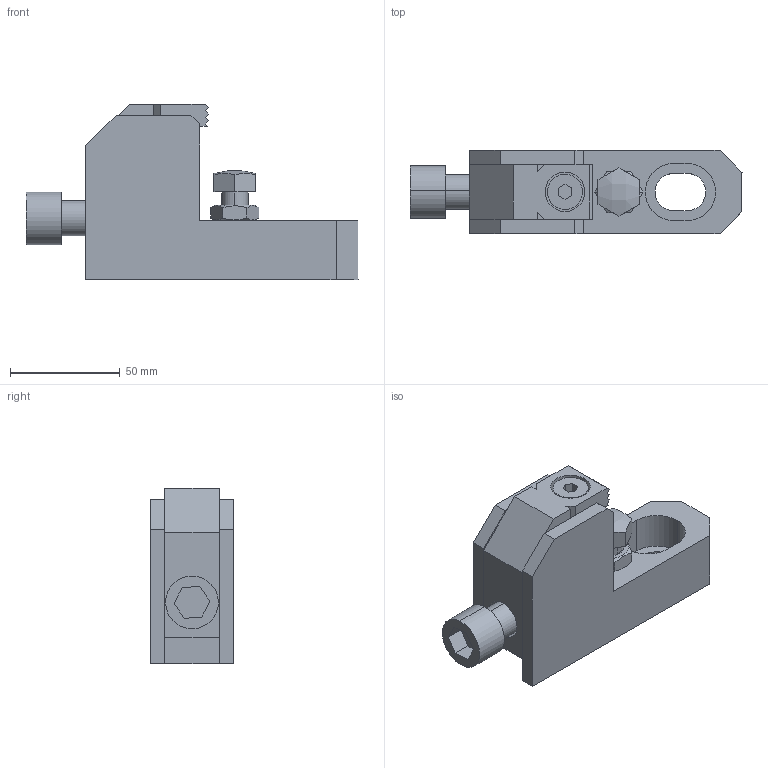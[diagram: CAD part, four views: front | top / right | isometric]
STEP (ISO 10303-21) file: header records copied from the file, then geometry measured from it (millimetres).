
FILE_DESCRIPTION (( 'STEP AP203' ), '1' );
FILE_NAME ('cp100-16080.STEP', '2021-10-25T23:49:15', ( '' ), ( '' ), 'SwSTEP 2.0', 'SolidWorks 2020', '' );
FILE_SCHEMA (( 'CONFIG_CONTROL_DESIGN' ));
Length unit declared in the file: millimetre
Products named in the file (4): cp100-16080_03; cp100-16080; cp100-16080_02; cp100-16080_01
Assembly tree (3 placements, depth 2):
  cp100-16080
    cp100-16080_01
    cp100-16080_02
    cp100-16080_03
Bounding box: 151 x 38 x 80 mm (x, y, z)
Volume: 199749.3 mm3; surface area: 51748.9 mm2
Topology: 3 solids, 4 shells, 154 faces, 385 edges, 254 vertices
Faces by surface type: plane 101, cylinder 39, cone 12, bspline 2
Entity records: 5259 total; most frequent: CARTESIAN_POINT 1103, DIRECTION 773, ORIENTED_EDGE 770, EDGE_CURVE 385, VECTOR 265, LINE 265, AXIS2_PLACEMENT_3D 254, VERTEX_POINT 254
